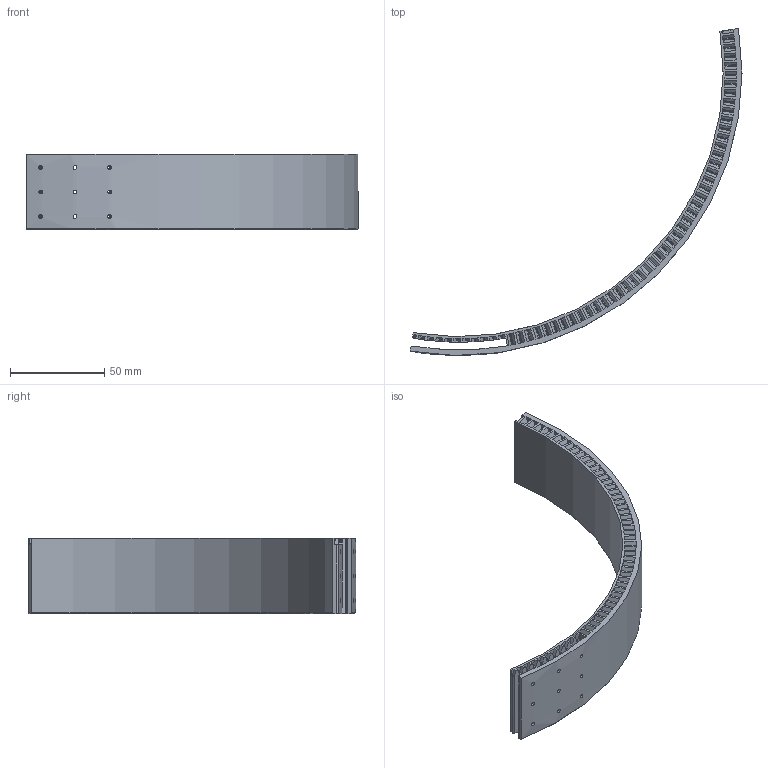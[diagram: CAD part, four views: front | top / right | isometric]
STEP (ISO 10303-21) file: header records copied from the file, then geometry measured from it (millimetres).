
FILE_DESCRIPTION(('FreeCAD Model'),'2;1');
FILE_NAME('Open CASCADE Shape Model','2024-11-10T11:19:32',('Author'),( ''),'Open CASCADE STEP processor 7.7','FreeCAD','Unknown');
FILE_SCHEMA(('AUTOMOTIVE_DESIGN { 1 0 10303 214 1 1 1 1 }'));
Length unit declared in the file: millimetre
Products named in the file (1): 2-rotor-segmented-in-two--part-2
Bounding box: 176.04 x 173.47 x 40 mm (x, y, z)
Volume: 99222.7 mm3; surface area: 34149.6 mm2
Topology: 1 solids, 1 shells, 429 faces, 1141 edges, 760 vertices
Faces by surface type: plane 169, cone 116, bspline 114, cylinder 30
Full cylindrical faces by diameter (mm): 2 x12
Entity records: 15238 total; most frequent: CARTESIAN_POINT 5400, ORIENTED_EDGE 2282, DIRECTION 1584, EDGE_CURVE 1141, VERTEX_POINT 760, AXIS2_PLACEMENT_3D 560, FACE_BOUND 511, EDGE_LOOP 511
